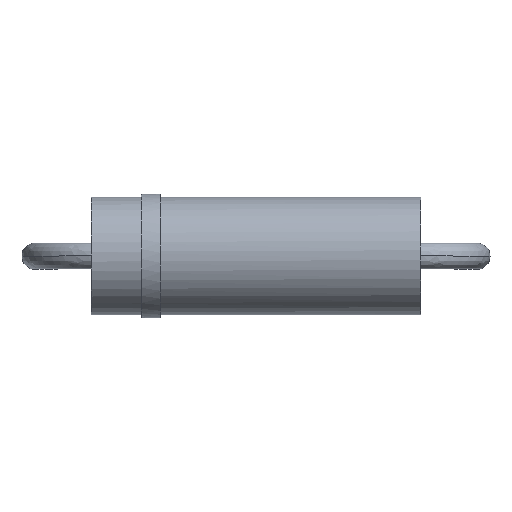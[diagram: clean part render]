
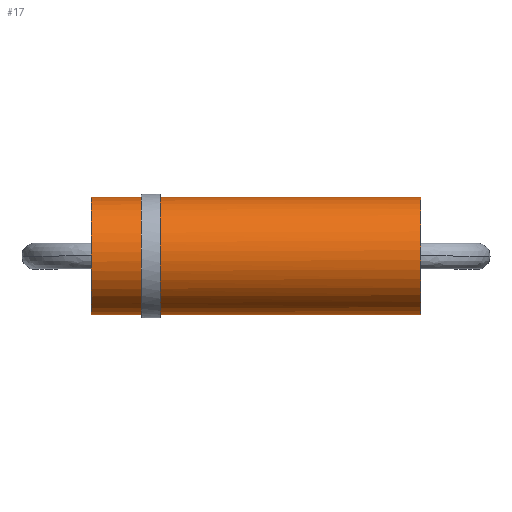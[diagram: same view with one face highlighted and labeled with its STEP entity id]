
A CAD part, top view. The second image highlights one B-rep face of the part: STEP entity #17.
In plain terms, the highlighted free-form (B-spline) face has degree [3, 1] with [11, 2] control points.
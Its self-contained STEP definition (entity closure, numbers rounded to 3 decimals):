
#17 = ADVANCED_FACE('',(#18),#60,.T.);
#18 = FACE_BOUND('',#19,.T.);
#19 = EDGE_LOOP('',(#20,#34,#42,#54));
#20 = ORIENTED_EDGE('',*,*,#21,.T.);
#21 = EDGE_CURVE('',#22,#24,#26,.T.);
#22 = VERTEX_POINT('',#23);
#23 = CARTESIAN_POINT('',(3.81,-1.355,1.172));
#24 = VERTEX_POINT('',#25);
#25 = CARTESIAN_POINT('',(3.81,1.355,1.172));
#26 = B_SPLINE_CURVE_WITH_KNOTS('',3,(#27,#28,#29,#30,#31,#32,#33),
  .UNSPECIFIED.,.F.,.F.,(4,1,1,1,4),(6.,7.,8.,9.,10.),
  .QUASI_UNIFORM_KNOTS.);
#27 = CARTESIAN_POINT('',(3.81,-1.355,1.172));
#28 = CARTESIAN_POINT('',(3.81,-1.355,1.526));
#29 = CARTESIAN_POINT('',(3.81,-1.062,2.234));
#30 = CARTESIAN_POINT('',(3.81,0.,2.674));
#31 = CARTESIAN_POINT('',(3.81,1.062,2.234));
#32 = CARTESIAN_POINT('',(3.81,1.355,1.526));
#33 = CARTESIAN_POINT('',(3.81,1.355,1.172));
#34 = ORIENTED_EDGE('',*,*,#35,.T.);
#35 = EDGE_CURVE('',#24,#36,#38,.T.);
#36 = VERTEX_POINT('',#37);
#37 = CARTESIAN_POINT('',(-3.81,1.355,1.172));
#38 = LINE('',#39,#40);
#39 = CARTESIAN_POINT('',(3.81,1.355,1.172));
#40 = VECTOR('',#41,1.);
#41 = DIRECTION('',(-1.,0.,0.));
#42 = ORIENTED_EDGE('',*,*,#43,.T.);
#43 = EDGE_CURVE('',#36,#44,#46,.T.);
#44 = VERTEX_POINT('',#45);
#45 = CARTESIAN_POINT('',(-3.81,-1.355,1.172));
#46 = B_SPLINE_CURVE_WITH_KNOTS('',3,(#47,#48,#49,#50,#51,#52,#53),
  .UNSPECIFIED.,.F.,.F.,(4,1,1,1,4),(2.,3.,4.,5.,6.),
  .QUASI_UNIFORM_KNOTS.);
#47 = CARTESIAN_POINT('',(-3.81,1.355,1.172));
#48 = CARTESIAN_POINT('',(-3.81,1.355,1.526));
#49 = CARTESIAN_POINT('',(-3.81,1.062,2.234));
#50 = CARTESIAN_POINT('',(-3.81,0.,2.674));
#51 = CARTESIAN_POINT('',(-3.81,-1.062,2.234));
#52 = CARTESIAN_POINT('',(-3.81,-1.355,1.526));
#53 = CARTESIAN_POINT('',(-3.81,-1.355,1.172));
#54 = ORIENTED_EDGE('',*,*,#55,.T.);
#55 = EDGE_CURVE('',#44,#22,#56,.T.);
#56 = LINE('',#57,#58);
#57 = CARTESIAN_POINT('',(-3.81,-1.355,1.172));
#58 = VECTOR('',#59,1.);
#59 = DIRECTION('',(1.,0.,0.));
#60 = B_SPLINE_SURFACE_WITH_KNOTS('',3,1,(
    (#61,#62)
    ,(#63,#64)
    ,(#65,#66)
    ,(#67,#68)
    ,(#69,#70)
    ,(#71,#72)
    ,(#73,#74)
    ,(#75,#76)
    ,(#77,#78)
    ,(#79,#80)
    ,(#81,#82
  )),.UNSPECIFIED.,.T.,.F.,.F.,(1,3,1,1,1,1,1,1,1,3,1),(2,2),(1.,2.,3.,
    4.,5.,6.,7.,8.,9.,10.,11.),(0.,0.914),.UNSPECIFIED.);
#61 = CARTESIAN_POINT('',(-3.81,1.355,1.172));
#62 = CARTESIAN_POINT('',(5.334,1.355,1.172));
#63 = CARTESIAN_POINT('',(-3.81,1.355,1.526));
#64 = CARTESIAN_POINT('',(5.334,1.355,1.526));
#65 = CARTESIAN_POINT('',(-3.81,1.062,2.234));
#66 = CARTESIAN_POINT('',(5.334,1.062,2.234));
#67 = CARTESIAN_POINT('',(-3.81,0.,2.674));
#68 = CARTESIAN_POINT('',(5.334,0.,2.674));
#69 = CARTESIAN_POINT('',(-3.81,-1.062,2.234));
#70 = CARTESIAN_POINT('',(5.334,-1.062,2.234));
#71 = CARTESIAN_POINT('',(-3.81,-1.502,1.172));
#72 = CARTESIAN_POINT('',(5.334,-1.502,1.172));
#73 = CARTESIAN_POINT('',(-3.81,-1.062,0.11));
#74 = CARTESIAN_POINT('',(5.334,-1.062,0.11));
#75 = CARTESIAN_POINT('',(-3.81,0.,-0.33));
#76 = CARTESIAN_POINT('',(5.334,0.,-0.33));
#77 = CARTESIAN_POINT('',(-3.81,1.062,0.11));
#78 = CARTESIAN_POINT('',(5.334,1.062,0.11));
#79 = CARTESIAN_POINT('',(-3.81,1.355,0.818));
#80 = CARTESIAN_POINT('',(5.334,1.355,0.818));
#81 = CARTESIAN_POINT('',(-3.81,1.355,1.172));
#82 = CARTESIAN_POINT('',(5.334,1.355,1.172));
